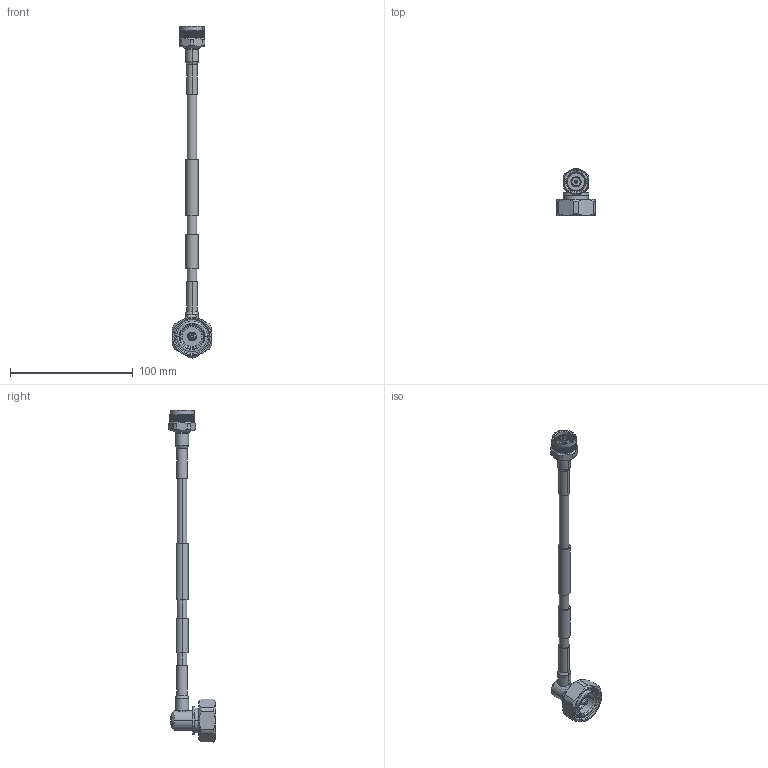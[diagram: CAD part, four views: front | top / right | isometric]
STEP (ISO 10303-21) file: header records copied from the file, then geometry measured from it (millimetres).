
FILE_DESCRIPTION (( 'STEP AP214' ), '1' );
FILE_NAME ('PE3C8504.step', '2021-10-05T16:08:10', ( '' ), ( '' ), 'SwSTEP 2.0', 'SolidWorks 2021', '' );
FILE_SCHEMA (( 'AUTOMOTIVE_DESIGN' ));
Length unit declared in the file: inch
Products named in the file (5): SPO-250^PE3C8504; TC-250-NM-LP^PE3C8504; Heat Shrink^PE3C8504; PE3C8504; TC-250-716M-RA-LP^PE3C8504
Assembly tree (5 placements, depth 2):
  PE3C8504
    SPO-250^PE3C8504
    Heat Shrink^PE3C8504  x2
    TC-250-NM-LP^PE3C8504
    TC-250-716M-RA-LP^PE3C8504
Bounding box: 32 x 38.41 x 270.95 mm (x, y, z)
Volume: 30954.9 mm3; surface area: 18470.3 mm2
Topology: 5 solids, 5 shells, 2390 faces, 5152 edges, 2796 vertices
Faces by surface type: bspline 1695, cylinder 539, cone 79, plane 69, torus 4, sphere 4
Entity records: 81286 total; most frequent: CARTESIAN_POINT 48125, ORIENTED_EDGE 10276, EDGE_CURVE 5138, VERTEX_POINT 2788, DIRECTION 2598, EDGE_LOOP 2410, FACE_OUTER_BOUND 2382, ADVANCED_FACE 2382
